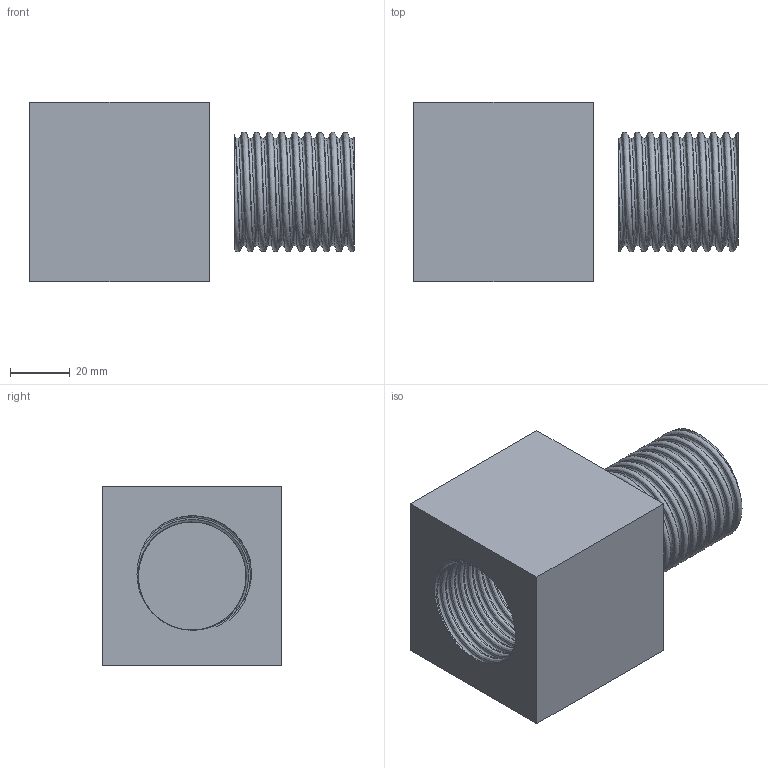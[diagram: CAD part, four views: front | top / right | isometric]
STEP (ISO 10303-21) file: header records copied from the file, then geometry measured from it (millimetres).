
FILE_DESCRIPTION(/* description */ ('','CAx-IF Rec.Pracs.---Representation and Presentation of Product Manufacturing Information (PMI)---4.0---2014-10-13'),/* implementation_level */ '2;1');
FILE_NAME(/* name */ 'Knuckle Thread Sample.stp',/* time_stamp */ '2022-12-22T10:24:04-05:00',/* author */ ('mpatc'),/* organization */ (''),/* preprocessor_version */ 'ST-DEVELOPER v18.1',/* originating_system */ 'Autodesk Inventor 2022',/* authorisation */ '');
FILE_SCHEMA (('AP242_MANAGED_MODEL_BASED_3D_ENGINEERING_MIM_LF { 1 0 10303 442 1 1 4 }'));
Length unit declared in the file: millimetre
Products named in the file (1): Knuckle Thread Sample
Bounding box: 108.47 x 60 x 60 mm (x, y, z)
Volume: 192205.4 mm3; surface area: 40137.3 mm2
Topology: 2 solids, 2 shells, 18 faces, 42 edges, 28 vertices
Faces by surface type: bspline 10, plane 8
Entity records: 10662 total; most frequent: CARTESIAN_POINT 10091, ORIENTED_EDGE 84, DIRECTION 68, STYLED_ITEM 42, EDGE_CURVE 42, B_SPLINE_CURVE_WITH_KNOTS 30, VERTEX_POINT 28, AXIS2_PLACEMENT_3D 28
